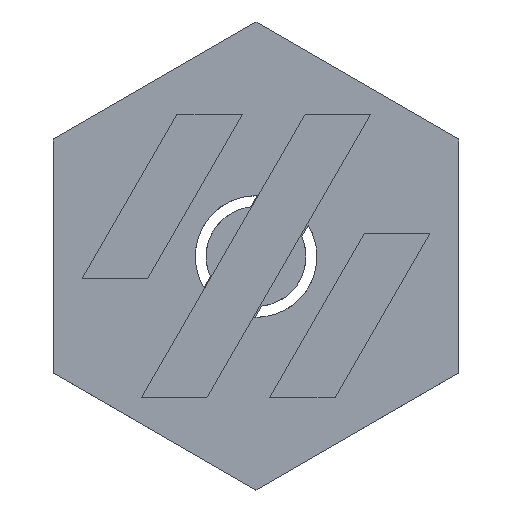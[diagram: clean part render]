
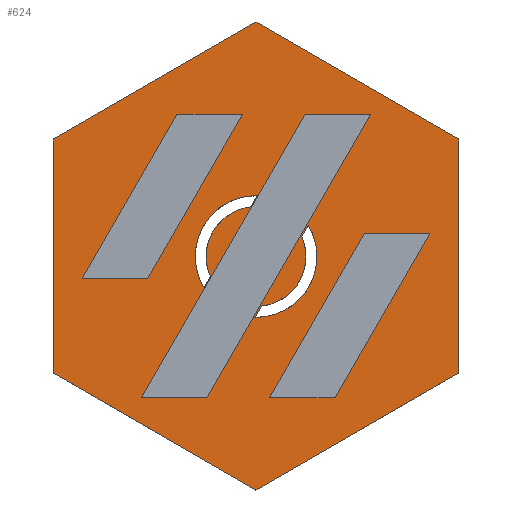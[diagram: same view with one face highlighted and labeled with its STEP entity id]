
A CAD part, top view. The second image highlights one B-rep face of the part: STEP entity #624.
In plain terms, the highlighted planar face has unit normal (0, 0, 1).
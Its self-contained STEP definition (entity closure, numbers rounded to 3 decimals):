
#116=CARTESIAN_POINT('',(-167.238,-312.943,-184.795));
#117=VERTEX_POINT('',#116);
#126=CARTESIAN_POINT('',(-165.479,-319.253,-184.795));
#127=VERTEX_POINT('',#126);
#128=CARTESIAN_POINT('',(-155.038,-312.943,-184.795));
#129=DIRECTION('',(0.,-0.,-1.));
#130=DIRECTION('',(-1.,0.,-0.));
#131=AXIS2_PLACEMENT_3D('',#128,#129,#130);
#132=CIRCLE('',#131,12.2);
#133=EDGE_CURVE('',#127,#117,#132,.T.);
#152=CARTESIAN_POINT('',(-155.282,-325.141,-184.795));
#153=VERTEX_POINT('',#152);
#160=CARTESIAN_POINT('',(-144.596,-306.633,-184.795));
#161=VERTEX_POINT('',#160);
#162=CARTESIAN_POINT('',(-155.038,-312.943,-184.795));
#163=DIRECTION('',(0.,-0.,-1.));
#164=DIRECTION('',(-1.,0.,-0.));
#165=AXIS2_PLACEMENT_3D('',#162,#163,#164);
#166=CIRCLE('',#165,12.2);
#167=EDGE_CURVE('',#161,#153,#166,.T.);
#186=CARTESIAN_POINT('',(-154.794,-300.746,-184.795));
#187=VERTEX_POINT('',#186);
#194=CARTESIAN_POINT('',(-155.038,-312.943,-184.795));
#195=DIRECTION('',(0.,-0.,-1.));
#196=DIRECTION('',(-1.,0.,-0.));
#197=AXIS2_PLACEMENT_3D('',#194,#195,#196);
#198=CIRCLE('',#197,12.2);
#199=EDGE_CURVE('',#117,#187,#198,.T.);
#218=CARTESIAN_POINT('',(-156.095,-302.999,-184.795));
#219=VERTEX_POINT('',#218);
#226=CARTESIAN_POINT('',(-154.794,-300.746,-184.795));
#227=DIRECTION('',(-0.5,-0.866,-0.));
#228=VECTOR('',#227,2.602);
#229=LINE('',#226,#228);
#230=EDGE_CURVE('',#187,#219,#229,.T.);
#240=CARTESIAN_POINT('',(-165.038,-312.943,-184.795));
#241=VERTEX_POINT('',#240);
#248=CARTESIAN_POINT('',(-155.038,-312.943,-184.795));
#249=DIRECTION('',(0.,-0.,-1.));
#250=DIRECTION('',(-1.,0.,-0.));
#251=AXIS2_PLACEMENT_3D('',#248,#249,#250);
#252=CIRCLE('',#251,10.);
#253=EDGE_CURVE('',#241,#219,#252,.T.);
#265=CARTESIAN_POINT('',(-145.897,-308.887,-184.795));
#266=VERTEX_POINT('',#265);
#273=CARTESIAN_POINT('',(-153.98,-322.887,-184.795));
#274=VERTEX_POINT('',#273);
#275=CARTESIAN_POINT('',(-155.038,-312.943,-184.795));
#276=DIRECTION('',(0.,-0.,-1.));
#277=DIRECTION('',(-1.,0.,-0.));
#278=AXIS2_PLACEMENT_3D('',#275,#276,#277);
#279=CIRCLE('',#278,10.);
#280=EDGE_CURVE('',#266,#274,#279,.T.);
#299=CARTESIAN_POINT('',(-164.178,-317.,-184.795));
#300=VERTEX_POINT('',#299);
#307=CARTESIAN_POINT('',(-155.038,-312.943,-184.795));
#308=DIRECTION('',(0.,-0.,-1.));
#309=DIRECTION('',(-1.,0.,-0.));
#310=AXIS2_PLACEMENT_3D('',#307,#308,#309);
#311=CIRCLE('',#310,10.);
#312=EDGE_CURVE('',#300,#241,#311,.T.);
#332=CARTESIAN_POINT('',(-165.479,-319.253,-184.795));
#333=DIRECTION('',(0.5,0.866,0.));
#334=VECTOR('',#333,2.602);
#335=LINE('',#332,#334);
#336=EDGE_CURVE('',#127,#300,#335,.T.);
#347=CARTESIAN_POINT('',(-114.442,-289.389,-184.795));
#348=VERTEX_POINT('',#347);
#355=CARTESIAN_POINT('',(-114.442,-336.289,-184.795));
#356=VERTEX_POINT('',#355);
#357=CARTESIAN_POINT('',(-114.442,-289.389,-184.795));
#358=DIRECTION('',(0.,-1.,0.));
#359=VECTOR('',#358,46.899);
#360=LINE('',#357,#359);
#361=EDGE_CURVE('',#348,#356,#360,.T.);
#379=CARTESIAN_POINT('',(-155.058,-359.738,-184.795));
#380=VERTEX_POINT('',#379);
#381=CARTESIAN_POINT('',(-114.442,-336.289,-184.795));
#382=DIRECTION('',(-0.866,-0.5,-0.));
#383=VECTOR('',#382,46.899);
#384=LINE('',#381,#383);
#385=EDGE_CURVE('',#356,#380,#384,.T.);
#403=CARTESIAN_POINT('',(-195.674,-336.289,-184.795));
#404=VERTEX_POINT('',#403);
#405=CARTESIAN_POINT('',(-155.058,-359.738,-184.795));
#406=DIRECTION('',(-0.866,0.5,-0.));
#407=VECTOR('',#406,46.899);
#408=LINE('',#405,#407);
#409=EDGE_CURVE('',#380,#404,#408,.T.);
#427=CARTESIAN_POINT('',(-195.674,-289.389,-184.795));
#428=VERTEX_POINT('',#427);
#429=CARTESIAN_POINT('',(-195.674,-336.289,-184.795));
#430=DIRECTION('',(-0.,1.,-0.));
#431=VECTOR('',#430,46.899);
#432=LINE('',#429,#431);
#433=EDGE_CURVE('',#404,#428,#432,.T.);
#451=CARTESIAN_POINT('',(-155.058,-265.94,-184.795));
#452=VERTEX_POINT('',#451);
#453=CARTESIAN_POINT('',(-195.674,-289.389,-184.795));
#454=DIRECTION('',(0.866,0.5,0.));
#455=VECTOR('',#454,46.899);
#456=LINE('',#453,#455);
#457=EDGE_CURVE('',#428,#452,#456,.T.);
#475=CARTESIAN_POINT('',(-155.058,-265.94,-184.795));
#476=DIRECTION('',(0.866,-0.5,0.));
#477=VECTOR('',#476,46.899);
#478=LINE('',#475,#477);
#479=EDGE_CURVE('',#452,#348,#478,.T.);
#485=CARTESIAN_POINT('',(-155.058,-312.839,-184.795));
#486=DIRECTION('',(0.,-0.,-1.));
#487=DIRECTION('',(-0.,1.,-0.));
#488=AXIS2_PLACEMENT_3D('',#485,#486,#487);
#489=PLANE('',#488);
#490=ORIENTED_EDGE('',*,*,#280,.F.);
#491=CARTESIAN_POINT('',(-145.897,-308.887,-184.795));
#492=DIRECTION('',(0.5,0.866,0.));
#493=VECTOR('',#492,2.602);
#494=LINE('',#491,#493);
#495=EDGE_CURVE('',#266,#161,#494,.T.);
#496=ORIENTED_EDGE('',*,*,#495,.T.);
#497=ORIENTED_EDGE('',*,*,#167,.T.);
#498=CARTESIAN_POINT('',(-155.282,-325.141,-184.795));
#499=DIRECTION('',(0.5,0.866,0.));
#500=VECTOR('',#499,2.602);
#501=LINE('',#498,#500);
#502=EDGE_CURVE('',#153,#274,#501,.T.);
#503=ORIENTED_EDGE('',*,*,#502,.T.);
#504=EDGE_LOOP('',(#490,#496,#497,#503));
#505=FACE_BOUND('',#504,.T.);
#506=ORIENTED_EDGE('',*,*,#336,.F.);
#507=ORIENTED_EDGE('',*,*,#133,.T.);
#508=ORIENTED_EDGE('',*,*,#199,.T.);
#509=ORIENTED_EDGE('',*,*,#230,.T.);
#510=ORIENTED_EDGE('',*,*,#253,.F.);
#511=ORIENTED_EDGE('',*,*,#312,.F.);
#512=EDGE_LOOP('',(#506,#507,#508,#509,#510,#511));
#513=FACE_BOUND('',#512,.T.);
#514=CARTESIAN_POINT('',(-157.786,-284.438,-184.795));
#515=VERTEX_POINT('',#514);
#516=CARTESIAN_POINT('',(-170.92,-284.438,-184.795));
#517=VERTEX_POINT('',#516);
#518=CARTESIAN_POINT('',(-157.786,-284.438,-184.795));
#519=DIRECTION('',(-1.,-0.,-0.));
#520=VECTOR('',#519,13.135);
#521=LINE('',#518,#520);
#522=EDGE_CURVE('',#515,#517,#521,.T.);
#523=ORIENTED_EDGE('',*,*,#522,.F.);
#524=CARTESIAN_POINT('',(-176.781,-317.339,-184.795));
#525=VERTEX_POINT('',#524);
#526=CARTESIAN_POINT('',(-157.786,-284.438,-184.795));
#527=DIRECTION('',(-0.5,-0.866,-0.));
#528=VECTOR('',#527,37.99);
#529=LINE('',#526,#528);
#530=EDGE_CURVE('',#515,#525,#529,.T.);
#531=ORIENTED_EDGE('',*,*,#530,.T.);
#532=CARTESIAN_POINT('',(-189.916,-317.339,-184.795));
#533=VERTEX_POINT('',#532);
#534=CARTESIAN_POINT('',(-176.781,-317.339,-184.795));
#535=DIRECTION('',(-1.,0.,-0.));
#536=VECTOR('',#535,13.135);
#537=LINE('',#534,#536);
#538=EDGE_CURVE('',#525,#533,#537,.T.);
#539=ORIENTED_EDGE('',*,*,#538,.T.);
#540=CARTESIAN_POINT('',(-189.916,-317.339,-184.795));
#541=DIRECTION('',(0.5,0.866,0.));
#542=VECTOR('',#541,37.99);
#543=LINE('',#540,#542);
#544=EDGE_CURVE('',#533,#517,#543,.T.);
#545=ORIENTED_EDGE('',*,*,#544,.T.);
#546=EDGE_LOOP('',(#523,#531,#539,#545));
#547=FACE_BOUND('',#546,.T.);
#548=CARTESIAN_POINT('',(-132.094,-284.438,-184.795));
#549=VERTEX_POINT('',#548);
#550=CARTESIAN_POINT('',(-145.228,-284.438,-184.795));
#551=VERTEX_POINT('',#550);
#552=CARTESIAN_POINT('',(-132.094,-284.438,-184.795));
#553=DIRECTION('',(-1.,0.,-0.));
#554=VECTOR('',#553,13.135);
#555=LINE('',#552,#554);
#556=EDGE_CURVE('',#549,#551,#555,.T.);
#557=ORIENTED_EDGE('',*,*,#556,.F.);
#558=CARTESIAN_POINT('',(-164.888,-341.24,-184.795));
#559=VERTEX_POINT('',#558);
#560=CARTESIAN_POINT('',(-132.094,-284.438,-184.795));
#561=DIRECTION('',(-0.5,-0.866,-0.));
#562=VECTOR('',#561,65.588);
#563=LINE('',#560,#562);
#564=EDGE_CURVE('',#549,#559,#563,.T.);
#565=ORIENTED_EDGE('',*,*,#564,.T.);
#566=CARTESIAN_POINT('',(-178.023,-341.24,-184.795));
#567=VERTEX_POINT('',#566);
#568=CARTESIAN_POINT('',(-164.888,-341.24,-184.795));
#569=DIRECTION('',(-1.,-0.,-0.));
#570=VECTOR('',#569,13.135);
#571=LINE('',#568,#570);
#572=EDGE_CURVE('',#559,#567,#571,.T.);
#573=ORIENTED_EDGE('',*,*,#572,.T.);
#574=CARTESIAN_POINT('',(-178.023,-341.24,-184.795));
#575=DIRECTION('',(0.5,0.866,0.));
#576=VECTOR('',#575,65.588);
#577=LINE('',#574,#576);
#578=EDGE_CURVE('',#567,#551,#577,.T.);
#579=ORIENTED_EDGE('',*,*,#578,.T.);
#580=EDGE_LOOP('',(#557,#565,#573,#579));
#581=FACE_BOUND('',#580,.T.);
#582=CARTESIAN_POINT('',(-120.201,-308.339,-184.795));
#583=VERTEX_POINT('',#582);
#584=CARTESIAN_POINT('',(-133.335,-308.339,-184.795));
#585=VERTEX_POINT('',#584);
#586=CARTESIAN_POINT('',(-120.201,-308.339,-184.795));
#587=DIRECTION('',(-1.,-0.,-0.));
#588=VECTOR('',#587,13.135);
#589=LINE('',#586,#588);
#590=EDGE_CURVE('',#583,#585,#589,.T.);
#591=ORIENTED_EDGE('',*,*,#590,.F.);
#592=CARTESIAN_POINT('',(-139.196,-341.24,-184.795));
#593=VERTEX_POINT('',#592);
#594=CARTESIAN_POINT('',(-120.201,-308.339,-184.795));
#595=DIRECTION('',(-0.5,-0.866,-0.));
#596=VECTOR('',#595,37.99);
#597=LINE('',#594,#596);
#598=EDGE_CURVE('',#583,#593,#597,.T.);
#599=ORIENTED_EDGE('',*,*,#598,.T.);
#600=CARTESIAN_POINT('',(-152.33,-341.24,-184.795));
#601=VERTEX_POINT('',#600);
#602=CARTESIAN_POINT('',(-139.196,-341.24,-184.795));
#603=DIRECTION('',(-1.,-0.,-0.));
#604=VECTOR('',#603,13.135);
#605=LINE('',#602,#604);
#606=EDGE_CURVE('',#593,#601,#605,.T.);
#607=ORIENTED_EDGE('',*,*,#606,.T.);
#608=CARTESIAN_POINT('',(-152.33,-341.24,-184.795));
#609=DIRECTION('',(0.5,0.866,0.));
#610=VECTOR('',#609,37.99);
#611=LINE('',#608,#610);
#612=EDGE_CURVE('',#601,#585,#611,.T.);
#613=ORIENTED_EDGE('',*,*,#612,.T.);
#614=EDGE_LOOP('',(#591,#599,#607,#613));
#615=FACE_BOUND('',#614,.T.);
#616=ORIENTED_EDGE('',*,*,#361,.F.);
#617=ORIENTED_EDGE('',*,*,#479,.F.);
#618=ORIENTED_EDGE('',*,*,#457,.F.);
#619=ORIENTED_EDGE('',*,*,#433,.F.);
#620=ORIENTED_EDGE('',*,*,#409,.F.);
#621=ORIENTED_EDGE('',*,*,#385,.F.);
#622=EDGE_LOOP('',(#616,#617,#618,#619,#620,#621));
#623=FACE_BOUND('',#622,.T.);
#624=ADVANCED_FACE('',(#505,#513,#547,#581,#615,#623),#489,.F.);
